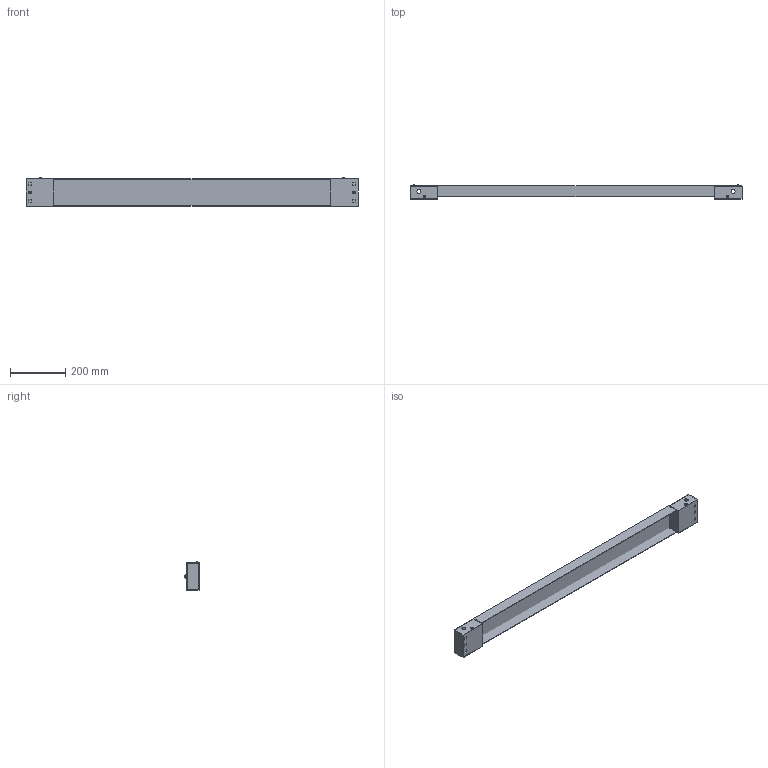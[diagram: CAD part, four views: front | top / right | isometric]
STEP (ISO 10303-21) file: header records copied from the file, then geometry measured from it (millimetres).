
FILE_DESCRIPTION (( 'STEP AP203' ), '1' );
FILE_NAME ('ZAK0C1.step', '2021-06-30T17:22:03', ( 'ADC123' ), ( 'Microsoft' ), 'SwSTEP 2.0', 'SolidWorks 2021', '' );
FILE_SCHEMA (( 'CONFIG_CONTROL_DESIGN' ));
Length unit declared in the file: inch
Products named in the file (1): ZAK0C1
Bounding box: 1198 x 50.7 x 103.74 mm (x, y, z)
Volume: 503951.4 mm3; surface area: 513311.1 mm2
Topology: 11 solids, 11 shells, 402 faces, 1040 edges, 674 vertices
Faces by surface type: plane 254, cylinder 130, cone 12, bspline 6
Full cylindrical faces by diameter (mm): 4.25 x4, 4.917 x2, 5 x2, 6 x2, 7 x4, 10 x2, 14 x6, 15.5 x4
Entity records: 12623 total; most frequent: CARTESIAN_POINT 2797, ORIENTED_EDGE 2008, DIRECTION 1938, EDGE_CURVE 1004, LINE 728, VECTOR 728, VERTEX_POINT 670, AXIS2_PLACEMENT_3D 605
